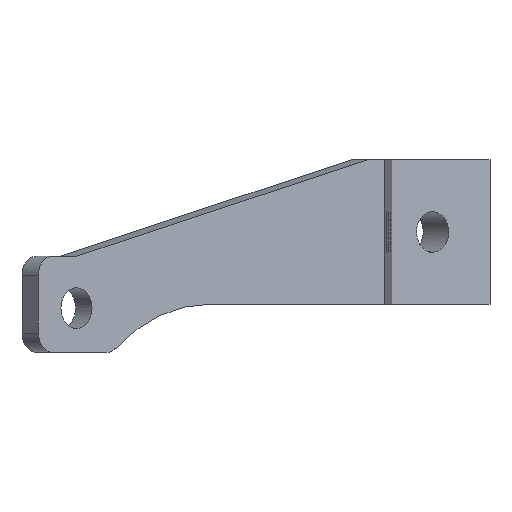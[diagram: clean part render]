
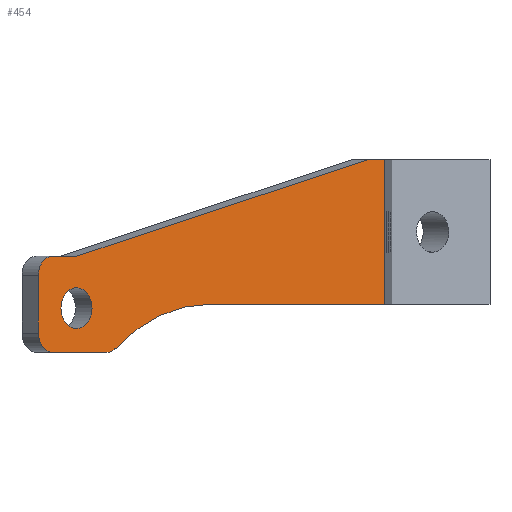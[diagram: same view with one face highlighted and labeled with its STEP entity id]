
A CAD part, left-side view. The second image highlights one B-rep face of the part: STEP entity #454.
In plain terms, the highlighted planar face has unit normal (-0.766, -0.643, 0).
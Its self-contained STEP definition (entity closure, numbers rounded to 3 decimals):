
#21=FACE_BOUND('',#85,.T.);
#36=PLANE('',#512);
#60=FACE_OUTER_BOUND('',#84,.T.);
#84=EDGE_LOOP('',(#369,#370,#371,#372,#373,#374,#375,#376,#377,#378,#379));
#85=EDGE_LOOP('',(#380));
#117=LINE('',#709,#161);
#120=LINE('',#718,#164);
#123=LINE('',#722,#167);
#124=LINE('',#724,#168);
#131=LINE('',#738,#175);
#132=LINE('',#741,#176);
#133=LINE('',#742,#177);
#161=VECTOR('',#580,10.);
#164=VECTOR('',#589,10.);
#167=VECTOR('',#594,10.);
#168=VECTOR('',#597,10.);
#175=VECTOR('',#606,10.);
#176=VECTOR('',#609,10.);
#177=VECTOR('',#610,10.);
#193=CIRCLE('',#490,2.1);
#195=CIRCLE('',#495,2.);
#198=CIRCLE('',#499,19.75);
#201=CIRCLE('',#504,2.);
#202=CIRCLE('',#507,2.);
#207=VERTEX_POINT('',#661);
#210=VERTEX_POINT('',#671);
#211=VERTEX_POINT('',#672);
#215=VERTEX_POINT('',#682);
#223=VERTEX_POINT('',#702);
#224=VERTEX_POINT('',#703);
#225=VERTEX_POINT('',#708);
#226=VERTEX_POINT('',#712);
#227=VERTEX_POINT('',#716);
#228=VERTEX_POINT('',#717);
#234=VERTEX_POINT('',#736);
#235=VERTEX_POINT('',#740);
#249=EDGE_CURVE('',#207,#207,#193,.T.);
#253=EDGE_CURVE('',#210,#211,#195,.T.);
#259=EDGE_CURVE('',#210,#215,#198,.F.);
#268=EDGE_CURVE('',#223,#224,#201,.T.);
#271=EDGE_CURVE('',#224,#225,#117,.T.);
#273=EDGE_CURVE('',#225,#226,#202,.T.);
#275=EDGE_CURVE('',#227,#228,#120,.T.);
#278=EDGE_CURVE('',#226,#228,#123,.T.);
#279=EDGE_CURVE('',#211,#223,#124,.T.);
#286=EDGE_CURVE('',#215,#234,#131,.T.);
#287=EDGE_CURVE('',#235,#234,#132,.T.);
#288=EDGE_CURVE('',#227,#235,#133,.T.);
#369=ORIENTED_EDGE('',*,*,#278,.F.);
#370=ORIENTED_EDGE('',*,*,#273,.F.);
#371=ORIENTED_EDGE('',*,*,#271,.F.);
#372=ORIENTED_EDGE('',*,*,#268,.F.);
#373=ORIENTED_EDGE('',*,*,#279,.F.);
#374=ORIENTED_EDGE('',*,*,#253,.F.);
#375=ORIENTED_EDGE('',*,*,#259,.T.);
#376=ORIENTED_EDGE('',*,*,#286,.T.);
#377=ORIENTED_EDGE('',*,*,#287,.F.);
#378=ORIENTED_EDGE('',*,*,#288,.F.);
#379=ORIENTED_EDGE('',*,*,#275,.T.);
#380=ORIENTED_EDGE('',*,*,#249,.T.);
#454=ADVANCED_FACE('',(#60,#21),#36,.T.);
#490=AXIS2_PLACEMENT_3D('',#663,#536,#537);
#495=AXIS2_PLACEMENT_3D('',#673,#547,#548);
#499=AXIS2_PLACEMENT_3D('',#684,#558,#559);
#504=AXIS2_PLACEMENT_3D('',#704,#574,#575);
#507=AXIS2_PLACEMENT_3D('',#713,#584,#585);
#512=AXIS2_PLACEMENT_3D('',#739,#607,#608);
#536=DIRECTION('center_axis',(0.766,0.643,0.));
#537=DIRECTION('ref_axis',(0.,0.,-1.));
#547=DIRECTION('center_axis',(0.766,0.643,0.));
#548=DIRECTION('ref_axis',(0.218,-0.26,-0.941));
#558=DIRECTION('center_axis',(-0.766,-0.643,0.));
#559=DIRECTION('ref_axis',(-0.427,0.509,0.747));
#574=DIRECTION('center_axis',(0.766,0.643,0.));
#575=DIRECTION('ref_axis',(-0.454,0.542,-0.707));
#580=DIRECTION('',(0.,0.,1.));
#584=DIRECTION('center_axis',(0.766,0.643,0.));
#585=DIRECTION('ref_axis',(-0.454,0.542,0.707));
#589=DIRECTION('',(-0.623,0.743,-0.246));
#594=DIRECTION('',(0.643,-0.766,0.));
#597=DIRECTION('',(-0.643,0.766,0.));
#606=DIRECTION('',(0.643,-0.766,0.));
#607=DIRECTION('center_axis',(-0.766,-0.643,0.));
#608=DIRECTION('ref_axis',(-0.643,0.766,0.));
#609=DIRECTION('',(0.,0.,-1.));
#610=DIRECTION('',(0.643,-0.766,0.));
#661=CARTESIAN_POINT('',(-126.182,43.577,-13.297));
#663=CARTESIAN_POINT('Origin',(-126.182,43.577,-15.397));
#671=CARTESIAN_POINT('',(-122.728,39.459,-19.54));
#672=CARTESIAN_POINT('',(-123.548,40.437,-20.));
#673=CARTESIAN_POINT('Origin',(-123.548,40.437,-18.));
#682=CARTESIAN_POINT('',(-114.63,29.808,-15.));
#684=CARTESIAN_POINT('Origin',(-114.63,29.808,-34.75));
#702=CARTESIAN_POINT('',(-128.214,45.998,-20.));
#703=CARTESIAN_POINT('',(-129.499,47.53,-18.));
#704=CARTESIAN_POINT('Origin',(-128.214,45.998,-18.));
#708=CARTESIAN_POINT('',(-129.499,47.53,-12.));
#709=CARTESIAN_POINT('',(-129.499,47.53,-12.5));
#712=CARTESIAN_POINT('',(-128.214,45.998,-10.));
#713=CARTESIAN_POINT('Origin',(-128.214,45.998,-12.));
#716=CARTESIAN_POINT('',(-100.783,13.304,0.));
#717=CARTESIAN_POINT('',(-126.144,43.532,-10.));
#718=CARTESIAN_POINT('',(-112.802,27.629,-4.739));
#722=CARTESIAN_POINT('',(-124.678,41.785,-10.));
#724=CARTESIAN_POINT('',(-127.892,45.615,-20.));
#736=CARTESIAN_POINT('',(-99.375,11.625,-15.));
#738=CARTESIAN_POINT('',(-106.349,19.937,-15.));
#739=CARTESIAN_POINT('Origin',(-99.375,11.625,0.));
#740=CARTESIAN_POINT('',(-99.375,11.625,0.));
#741=CARTESIAN_POINT('',(-99.375,11.625,0.));
#742=CARTESIAN_POINT('',(-126.285,43.7,0.));
